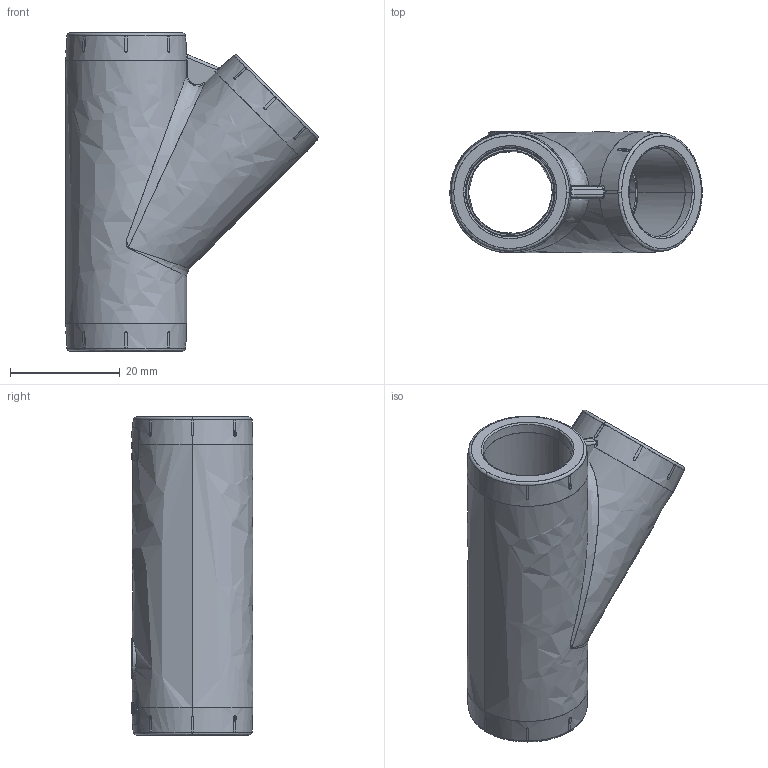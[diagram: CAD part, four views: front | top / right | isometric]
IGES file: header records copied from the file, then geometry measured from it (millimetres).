
Start section: SolidWorks IGES file using NURBS representation for surfaces
Global section: file name: 01 05 1344 016.IGS; native system: SolidWorks 2017; preprocessor: SolidWorks 2017; author: Rui Gomes; date: 170707.161116; units: millimetre
Bounding box: 45.98 x 22.2 x 58 mm (x, y, z)
Surface area: 9911.6 mm2 (no closed solid volume)
Topology: 0 solids, 0 shells, 758 faces, 7297 edges, 7293 vertices
Faces by surface type: bspline 758
